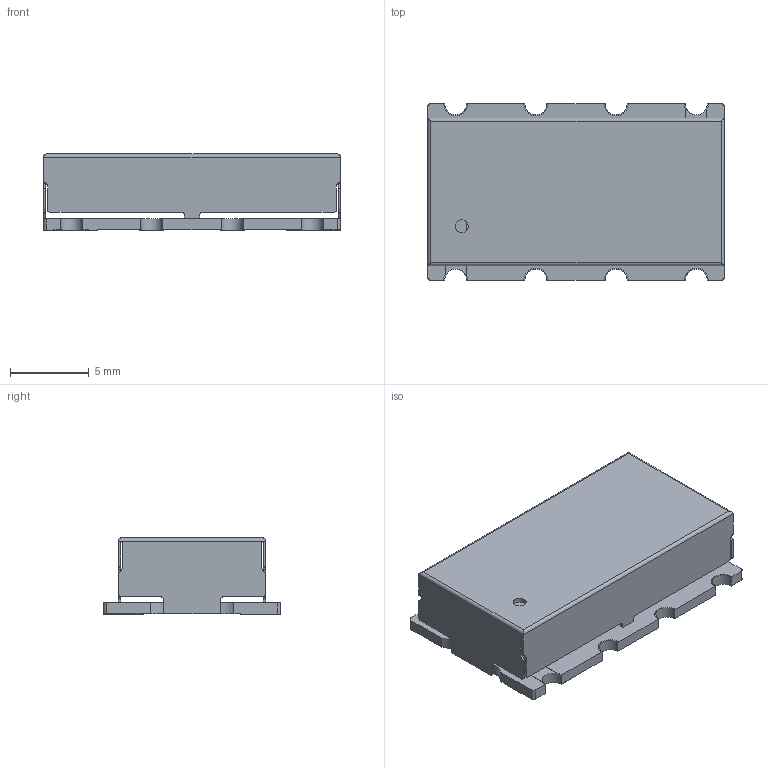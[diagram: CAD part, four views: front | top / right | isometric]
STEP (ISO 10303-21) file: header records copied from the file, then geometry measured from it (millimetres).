
FILE_DESCRIPTION (( 'STEP AP214' ), '1' );
FILE_NAME ('User Library-SXBP.STEP', '2019-07-04T13:35:22', ( '' ), ( '' ), 'SwSTEP 2.0', 'SolidWorks 2019', '' );
FILE_SCHEMA (( 'AUTOMOTIVE_DESIGN' ));
Length unit declared in the file: millimetre
Products named in the file (1): User Library-SXBP
Bounding box: 18.8 x 11.18 x 4.83 mm (x, y, z)
Volume: 223 mm3; surface area: 1212.8 mm2
Topology: 2 solids, 2 shells, 208 faces, 608 edges, 404 vertices
Faces by surface type: plane 152, cylinder 52, bspline 4
Entity records: 7219 total; most frequent: CARTESIAN_POINT 1285, ORIENTED_EDGE 1216, DIRECTION 1118, EDGE_CURVE 608, LINE 484, VECTOR 484, VERTEX_POINT 404, AXIS2_PLACEMENT_3D 317
